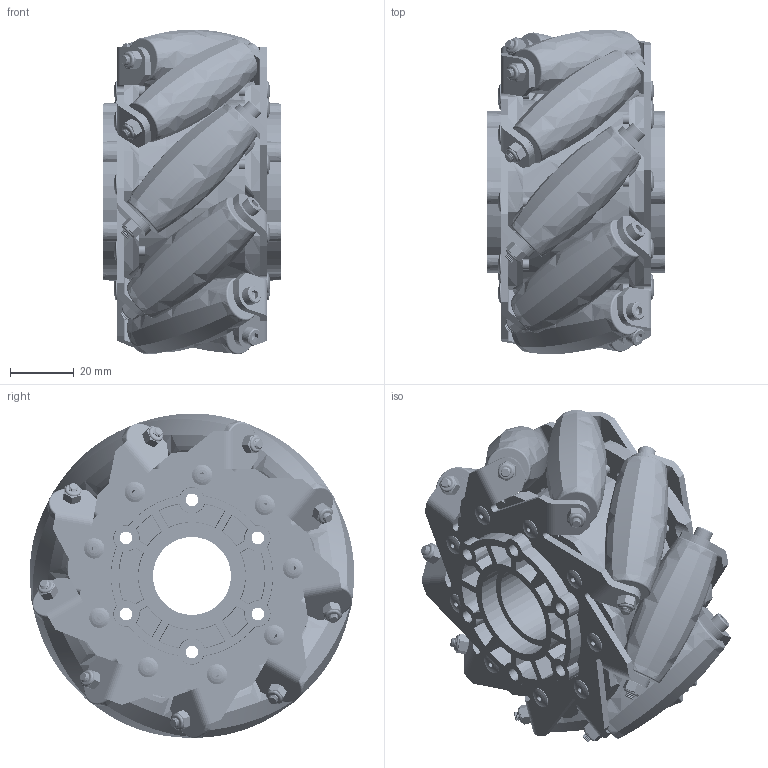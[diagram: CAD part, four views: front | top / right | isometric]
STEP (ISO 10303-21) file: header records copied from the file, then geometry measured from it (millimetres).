
FILE_DESCRIPTION (( 'STEP AP214' ), '1' );
FILE_NAME ('am-3026R 4HD Mecanum Right V3 With Screws REV2.STEP', '2015-09-22T19:21:11', ( '' ), ( '' ), 'SwSTEP 2.0', 'SolidWorks 2014', '' );
FILE_SCHEMA (( 'AUTOMOTIVE_DESIGN' ));
Length unit declared in the file: inch
Products named in the file (10): M3 x 0.5 Nylock Nut; SHCS M3 x 55mm_B18.3.1M - 3 x 0.5 x 55 Hex SHCS -- 18SHX; 4HD Mecanum Roller V2; 4HD Mecanum roller skin; 4HD Mecanum Roller Core ; 125 rivet; Brass tube; 4HD Mecanum Right Plate; 4HD Mecanum Hub; am-3026R 4HD Mecanum Right V3 With Screws REV2
Assembly tree (60 placements, depth 3):
  am-3026R 4HD Mecanum Right V3 With Screws REV2
    4HD Mecanum Hub  x2
    4HD Mecanum Right Plate  x2
    Brass tube  x9
    125 rivet  x18
    4HD Mecanum Roller V2  x9
      4HD Mecanum Roller Core 
      4HD Mecanum roller skin
    SHCS M3 x 55mm_B18.3.1M - 3 x 0.5 x 55 Hex SHCS -- 18SHX  x9
    M3 x 0.5 Nylock Nut  x9
Bounding box: 55.46 x 101.46 x 101.62 mm (x, y, z)
Volume: 194735 mm3; surface area: 155967.2 mm2
Topology: 67 solids, 67 shells, 3911 faces, 9920 edges, 6203 vertices
Faces by surface type: cone 1620, cylinder 1296, plane 785, torus 108, bspline 102
Entity records: 29195 total; most frequent: CARTESIAN_POINT 7056, DIRECTION 4733, ORIENTED_EDGE 4472, EDGE_CURVE 2236, AXIS2_PLACEMENT_3D 1898, VERTEX_POINT 1413, CIRCLE 1000, EDGE_LOOP 985
